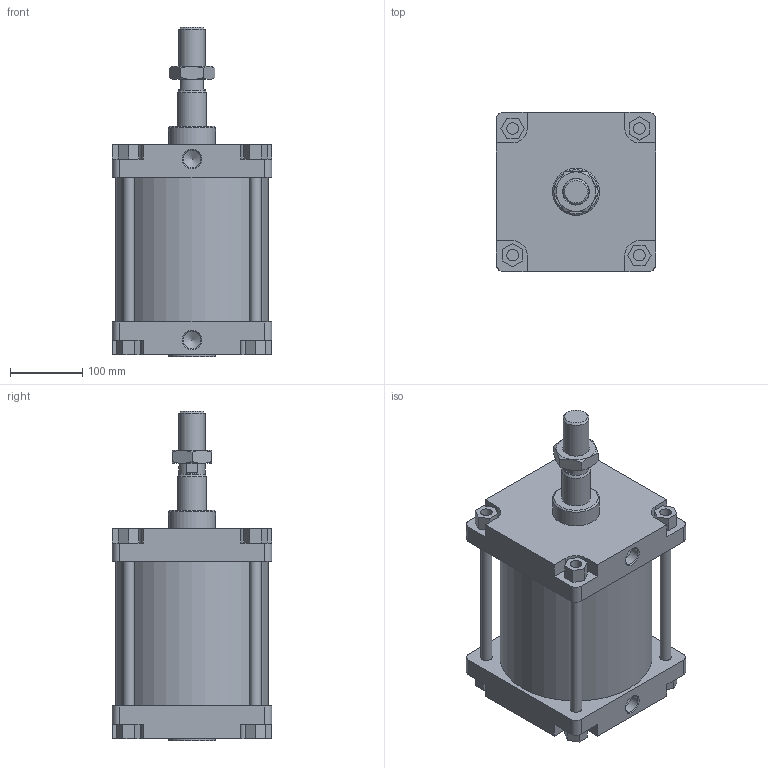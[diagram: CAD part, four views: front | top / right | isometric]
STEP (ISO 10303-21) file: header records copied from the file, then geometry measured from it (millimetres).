
FILE_DESCRIPTION(/* description */ (''),/* implementation_level */ '2;1');
FILE_NAME(/* name */ '130#_200_0100_01A.stp',/* time_stamp */ '2016-11-24T16:00:56+01:00',/* author */ ('Maniean1'),/* organization */ ('Pneumax S.p.A.'),/* preprocessor_version */ 'ST-DEVELOPER v15.2',/* originating_system */ 'Autodesk Inventor 2014',/* authorisation */ '');
FILE_SCHEMA (('AUTOMOTIVE_DESIGN { 1 0 10303 214 3 1 1 }'));
Length unit declared in the file: millimetre
Products named in the file (6): C_130#_200_0100; S_130#_200_0100_01A; Testata anteriore Ø200; Testata posteriore Ø200; 130#_200_18F; 130#_200_0100_01A
Bounding box: 220 x 220 x 455 mm (x, y, z)
Volume: 8439388.3 mm3; surface area: 792004.1 mm2
Topology: 9 solids, 9 shells, 175 faces, 423 edges, 278 vertices
Faces by surface type: plane 120, cylinder 41, cone 14
Full cylindrical faces by diameter (mm): 16 x12, 24.5 x2, 30 x1, 33.835 x1, 36 x2, 40 x2, 65 x2, 200 x2, 210 x1
Entity records: 5005 total; most frequent: CARTESIAN_POINT 872, DIRECTION 832, ORIENTED_EDGE 762, EDGE_CURVE 381, AXIS2_PLACEMENT_3D 281, VERTEX_POINT 273, LINE 270, VECTOR 270
